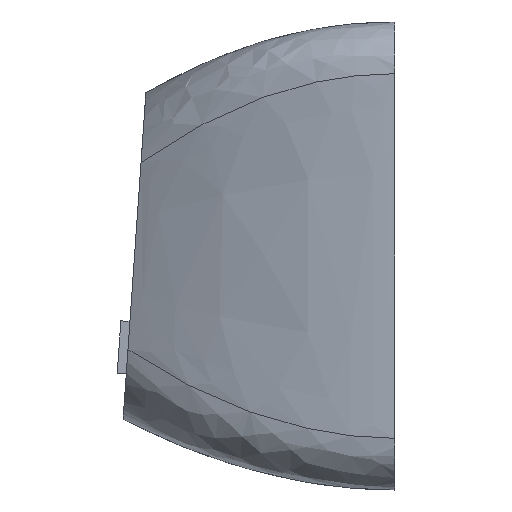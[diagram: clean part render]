
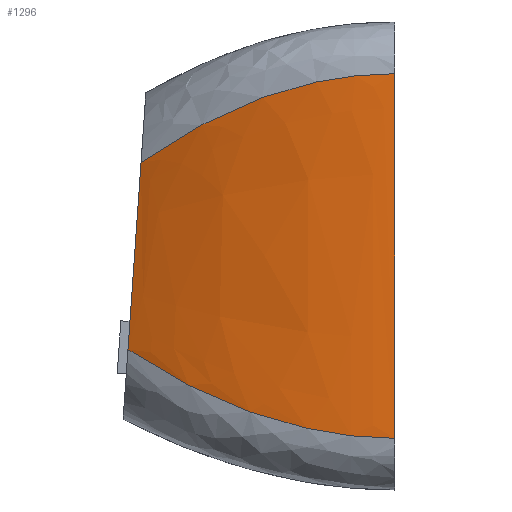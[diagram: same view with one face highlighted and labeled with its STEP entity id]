
A CAD part, left-side view. The second image highlights one B-rep face of the part: STEP entity #1296.
In plain terms, the highlighted free-form (B-spline) face has degree [3, 3] with [4, 4] control points.
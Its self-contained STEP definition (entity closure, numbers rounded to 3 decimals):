
#53=B_SPLINE_SURFACE_WITH_KNOTS('',3,3,((#2410,#2411,#2412,#2413),(#2414,
#2415,#2416,#2417),(#2418,#2419,#2420,#2421),(#2422,#2423,#2424,#2425)),
 .UNSPECIFIED.,.F.,.F.,.F.,(4,4),(4,4),(0.,1.),(0.,1.),.UNSPECIFIED.);
#96=B_SPLINE_CURVE_WITH_KNOTS('',3,(#2406,#2407,#2408,#2409),
 .UNSPECIFIED.,.F.,.F.,(4,4),(0.,1.),.UNSPECIFIED.);
#97=B_SPLINE_CURVE_WITH_KNOTS('',3,(#2426,#2427,#2428,#2429),
 .UNSPECIFIED.,.F.,.F.,(4,4),(0.,1.),.UNSPECIFIED.);
#127=FACE_OUTER_BOUND('',#206,.T.);
#206=EDGE_LOOP('',(#983,#984,#985,#986));
#297=LINE('',#2364,#432);
#298=LINE('',#2370,#433);
#432=VECTOR('',#1514,10.);
#433=VECTOR('',#1519,10.);
#569=VERTEX_POINT('',#2350);
#575=VERTEX_POINT('',#2362);
#577=VERTEX_POINT('',#2367);
#578=VERTEX_POINT('',#2369);
#721=EDGE_CURVE('',#569,#575,#297,.T.);
#723=EDGE_CURVE('',#577,#578,#298,.T.);
#731=EDGE_CURVE('',#577,#569,#96,.T.);
#732=EDGE_CURVE('',#578,#575,#97,.T.);
#983=ORIENTED_EDGE('',*,*,#723,.F.);
#984=ORIENTED_EDGE('',*,*,#731,.T.);
#985=ORIENTED_EDGE('',*,*,#721,.T.);
#986=ORIENTED_EDGE('',*,*,#732,.F.);
#1296=ADVANCED_FACE('',(#127),#53,.F.);
#1514=DIRECTION('',(0.,0.,1.));
#1519=DIRECTION('',(0.,-0.07,0.998));
#2350=CARTESIAN_POINT('',(0.,0.,2.));
#2362=CARTESIAN_POINT('',(0.,0.,16.1));
#2364=CARTESIAN_POINT('',(0.,0.,2.));
#2367=CARTESIAN_POINT('',(2.7,10.32,5.433));
#2369=CARTESIAN_POINT('',(2.7,9.814,12.671));
#2370=CARTESIAN_POINT('',(2.7,10.32,5.433));
#2406=CARTESIAN_POINT('Ctrl Pts',(2.7,10.32,5.433));
#2407=CARTESIAN_POINT('Ctrl Pts',(0.9,6.88,3.144));
#2408=CARTESIAN_POINT('Ctrl Pts',(0.,3.356,
2.));
#2409=CARTESIAN_POINT('Ctrl Pts',(0.,0.,2.));
#2410=CARTESIAN_POINT('Ctrl Pts',(2.7,10.32,5.433));
#2411=CARTESIAN_POINT('Ctrl Pts',(0.9,6.88,3.144));
#2412=CARTESIAN_POINT('Ctrl Pts',(0.,3.356,
2.));
#2413=CARTESIAN_POINT('Ctrl Pts',(0.,0.,2.));
#2414=CARTESIAN_POINT('Ctrl Pts',(2.7,10.221,6.843));
#2415=CARTESIAN_POINT('Ctrl Pts',(0.939,6.814,4.776));
#2416=CARTESIAN_POINT('Ctrl Pts',(0.,3.356,
3.047));
#2417=CARTESIAN_POINT('Ctrl Pts',(0.,0.,3.047));
#2418=CARTESIAN_POINT('Ctrl Pts',(2.7,9.913,11.261));
#2419=CARTESIAN_POINT('Ctrl Pts',(0.939,6.608,13.325));
#2420=CARTESIAN_POINT('Ctrl Pts',(0.,3.356,
15.053));
#2421=CARTESIAN_POINT('Ctrl Pts',(0.,0.,15.053));
#2422=CARTESIAN_POINT('Ctrl Pts',(2.7,9.814,12.671));
#2423=CARTESIAN_POINT('Ctrl Pts',(0.9,6.543,14.957));
#2424=CARTESIAN_POINT('Ctrl Pts',(0.,3.356,
16.1));
#2425=CARTESIAN_POINT('Ctrl Pts',(0.,0.,16.1));
#2426=CARTESIAN_POINT('Ctrl Pts',(2.7,9.814,12.671));
#2427=CARTESIAN_POINT('Ctrl Pts',(0.9,6.543,14.957));
#2428=CARTESIAN_POINT('Ctrl Pts',(0.,3.356,
16.1));
#2429=CARTESIAN_POINT('Ctrl Pts',(0.,0.,
16.1));
